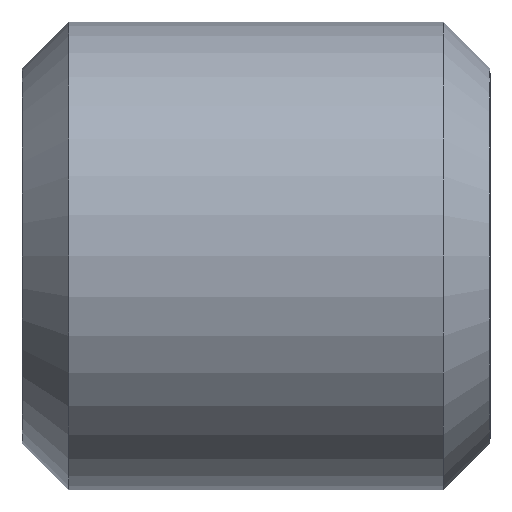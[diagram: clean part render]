
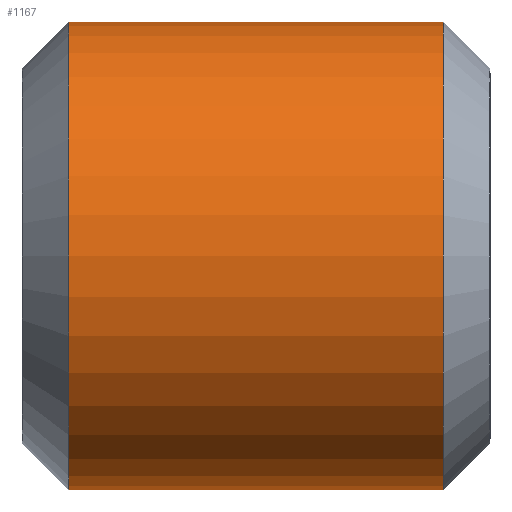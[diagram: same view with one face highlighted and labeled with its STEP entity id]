
A CAD part, front view. The second image highlights one B-rep face of the part: STEP entity #1167.
In plain terms, the highlighted cylindrical face has radius 5 mm (diameter 10 mm), a partial arc.
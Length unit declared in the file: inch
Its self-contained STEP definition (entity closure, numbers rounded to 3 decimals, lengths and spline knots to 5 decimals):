
#54 = DIRECTION ( 'NONE',  ( 0., 0., 1. ) ) ;
#156 = CARTESIAN_POINT ( 'NONE',  ( 0., 0., 0.19685 ) ) ;
#187 = DIRECTION ( 'NONE',  ( -1., 0., 0. ) ) ;
#193 = CIRCLE ( 'NONE', #1149, 0.19685 ) ;
#322 = EDGE_CURVE ( 'NONE', #1526, #2156, #193, .T. ) ;
#476 = EDGE_LOOP ( 'NONE', ( #2535, #1083, #683, #1745 ) ) ;
#573 = VECTOR ( 'NONE', #941, 39.37008 ) ;
#683 = ORIENTED_EDGE ( 'NONE', *, *, #2437, .T. ) ;
#734 = CARTESIAN_POINT ( 'NONE',  ( -0.15748, 0., 0.19685 ) ) ;
#854 = AXIS2_PLACEMENT_3D ( 'NONE', #1223, #1869, #1048 ) ;
#940 = DIRECTION ( 'NONE',  ( -1., 0., 0. ) ) ;
#941 = DIRECTION ( 'NONE',  ( -1., 0., 0. ) ) ;
#1002 = FACE_OUTER_BOUND ( 'NONE', #476, .T. ) ;
#1018 = DIRECTION ( 'NONE',  ( -1., 0., 0. ) ) ;
#1032 = CARTESIAN_POINT ( 'NONE',  ( -0.15748, 0., -0.19685 ) ) ;
#1046 = EDGE_CURVE ( 'NONE', #2276, #1875, #1885, .T. ) ;
#1048 = DIRECTION ( 'NONE',  ( 0., 0., 1. ) ) ;
#1075 = LINE ( 'NONE', #2245, #573 ) ;
#1083 = ORIENTED_EDGE ( 'NONE', *, *, #1046, .T. ) ;
#1142 = LINE ( 'NONE', #156, #2747 ) ;
#1149 = AXIS2_PLACEMENT_3D ( 'NONE', #1331, #940, #54 ) ;
#1167 = ADVANCED_FACE ( 'NONE', ( #1002 ), #2040, .T. ) ;
#1223 = CARTESIAN_POINT ( 'NONE',  ( 0.15748, 0., 0. ) ) ;
#1331 = CARTESIAN_POINT ( 'NONE',  ( -0.15748, 0., 0. ) ) ;
#1526 = VERTEX_POINT ( 'NONE', #1032 ) ;
#1679 = DIRECTION ( 'NONE',  ( 0., 0., 1. ) ) ;
#1685 = AXIS2_PLACEMENT_3D ( 'NONE', #1695, #187, #1679 ) ;
#1695 = CARTESIAN_POINT ( 'NONE',  ( 0., 0., 0. ) ) ;
#1715 = EDGE_CURVE ( 'NONE', #2276, #1526, #1075, .T. ) ;
#1745 = ORIENTED_EDGE ( 'NONE', *, *, #322, .F. ) ;
#1869 = DIRECTION ( 'NONE',  ( -1., 0., 0. ) ) ;
#1875 = VERTEX_POINT ( 'NONE', #2320 ) ;
#1885 = CIRCLE ( 'NONE', #854, 0.19685 ) ;
#2040 = CYLINDRICAL_SURFACE ( 'NONE', #1685, 0.19685 ) ;
#2156 = VERTEX_POINT ( 'NONE', #734 ) ;
#2245 = CARTESIAN_POINT ( 'NONE',  ( 0., 0., -0.19685 ) ) ;
#2265 = CARTESIAN_POINT ( 'NONE',  ( 0.15748, 0., -0.19685 ) ) ;
#2276 = VERTEX_POINT ( 'NONE', #2265 ) ;
#2320 = CARTESIAN_POINT ( 'NONE',  ( 0.15748, 0., 0.19685 ) ) ;
#2437 = EDGE_CURVE ( 'NONE', #1875, #2156, #1142, .T. ) ;
#2535 = ORIENTED_EDGE ( 'NONE', *, *, #1715, .F. ) ;
#2747 = VECTOR ( 'NONE', #1018, 39.37008 ) ;
